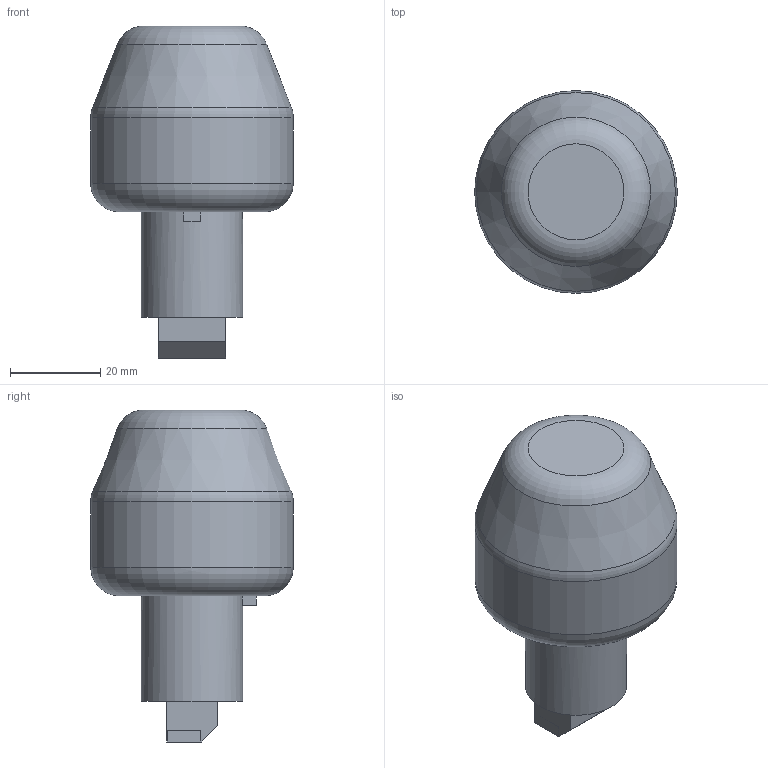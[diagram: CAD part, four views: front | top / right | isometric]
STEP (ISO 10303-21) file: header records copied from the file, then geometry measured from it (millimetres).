
FILE_DESCRIPTION(/* description */ ('STEP AP214'),/* implementation_level */ '2;1');
FILE_NAME(/* name */ '65c589bf5f58383adc4ca765',/* time_stamp */ '2024-02-09T02:11:11Z',/* author */ (''),/* organization */ (''),/* preprocessor_version */ 'ST-DEVELOPER v19.4',/* originating_system */ ' ',/* authorisation */ ' ');
FILE_SCHEMA (('AUTOMOTIVE_DESIGN {1 0 10303 214 3 1 1}'));
Length unit declared in the file: metre
Products named in the file (1): Robot Signal Light
Bounding box: 44.95 x 44.95 x 73.64 mm (x, y, z)
Volume: 65348.6 mm3; surface area: 9590.2 mm2
Topology: 1 solids, 1 shells, 34 faces, 80 edges, 53 vertices
Faces by surface type: plane 28, torus 3, cylinder 2, cone 1
Full cylindrical faces by diameter (mm): 22.479 x1, 44.947 x1
Entity records: 951 total; most frequent: CARTESIAN_POINT 154, DIRECTION 149, ORIENTED_EDGE 140, EDGE_CURVE 70, LINE 61, VECTOR 61, VERTEX_POINT 49, EDGE_LOOP 45
